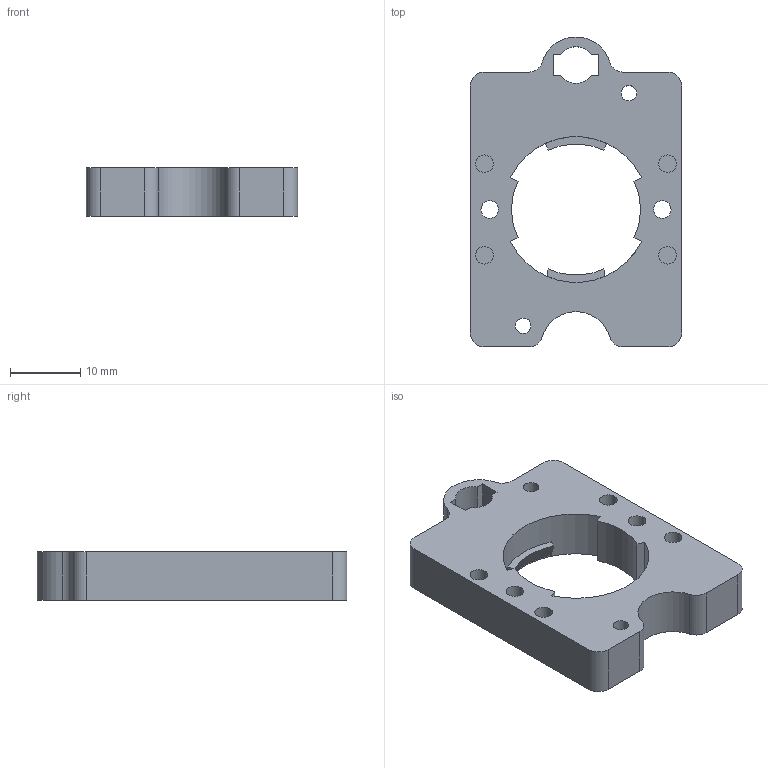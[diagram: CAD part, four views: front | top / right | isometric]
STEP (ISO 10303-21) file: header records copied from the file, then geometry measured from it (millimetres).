
FILE_DESCRIPTION(/* description */ (''),/* implementation_level */ '2;1');
FILE_NAME(/* name */ 'P2BRK.stp',/* time_stamp */ '2016-07-25T14:42:36-04:00',/* author */ ('CAD Station'),/* organization */ (''),/* preprocessor_version */ 'ST-DEVELOPER v16.1',/* originating_system */ 'Autodesk Inventor 2016',/* authorisation */ '');
FILE_SCHEMA (('AUTOMOTIVE_DESIGN { 1 0 10303 214 3 1 1 }'));
Length unit declared in the file: millimetre
Products named in the file (1): P2BRK
Bounding box: 30 x 43.98 x 6.9 mm (x, y, z)
Volume: 2463.8 mm3; surface area: 5014.8 mm2
Topology: 1 solids, 1 shells, 123 faces, 336 edges, 224 vertices
Faces by surface type: plane 60, cylinder 55, cone 8
Full cylindrical faces by diameter (mm): 2.2 x2, 2.5 x6
Entity records: 3930 total; most frequent: CARTESIAN_POINT 700, DIRECTION 688, ORIENTED_EDGE 656, EDGE_CURVE 328, AXIS2_PLACEMENT_3D 248, VERTEX_POINT 224, LINE 192, VECTOR 192
